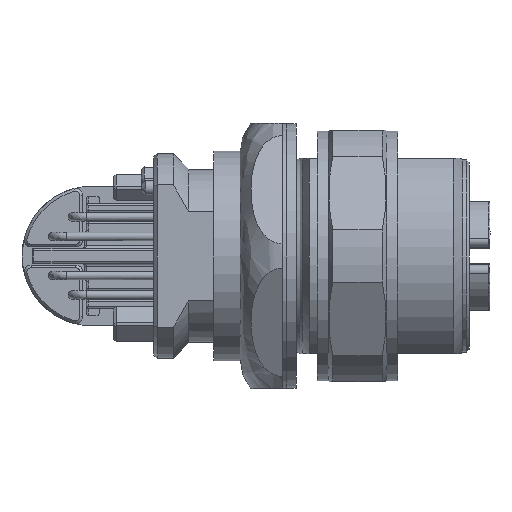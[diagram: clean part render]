
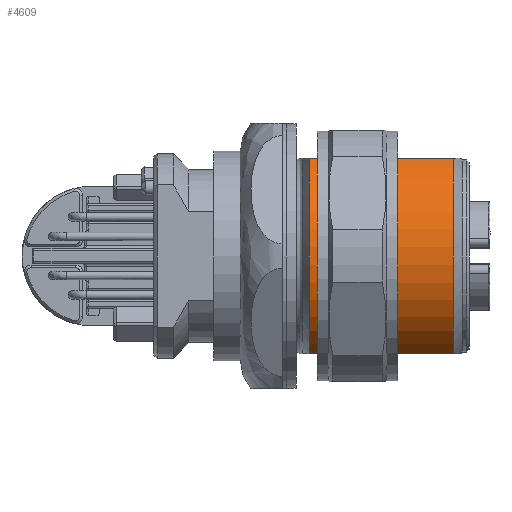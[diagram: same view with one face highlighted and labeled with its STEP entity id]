
A CAD part, front view. The second image highlights one B-rep face of the part: STEP entity #4609.
In plain terms, the highlighted cylindrical face has radius 8 mm (diameter 16 mm), a partial arc.
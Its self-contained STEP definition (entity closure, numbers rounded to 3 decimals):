
#2971=CYLINDRICAL_SURFACE('',#16164,8.);
#3871=FACE_OUTER_BOUND('',#8239,.T.);
#4609=ADVANCED_FACE('',(#3871),#2971,.T.);
#5453=CIRCLE('',#16161,8.);
#5454=CIRCLE('',#16163,8.);
#6255=LINE('',#28845,#7038);
#6256=LINE('',#28847,#7039);
#7038=VECTOR('',#19217,1.);
#7039=VECTOR('',#19218,1.);
#8239=EDGE_LOOP('',(#11536,#11537,#11538,#11539));
#11536=ORIENTED_EDGE('',*,*,#14478,.T.);
#11537=ORIENTED_EDGE('',*,*,#14476,.T.);
#11538=ORIENTED_EDGE('',*,*,#14479,.T.);
#11539=ORIENTED_EDGE('',*,*,#14480,.F.);
#12786=VERTEX_POINT('',#28838);
#12787=VERTEX_POINT('',#28840);
#12788=VERTEX_POINT('',#28846);
#12789=VERTEX_POINT('',#28848);
#14476=EDGE_CURVE('',#12787,#12786,#5453,.T.);
#14478=EDGE_CURVE('',#12788,#12787,#6255,.T.);
#14479=EDGE_CURVE('',#12786,#12789,#6256,.T.);
#14480=EDGE_CURVE('',#12788,#12789,#5454,.T.);
#16161=AXIS2_PLACEMENT_3D('',#28839,#19213,#19214);
#16163=AXIS2_PLACEMENT_3D('',#28849,#19219,#19220);
#16164=AXIS2_PLACEMENT_3D('',#28850,#19221,#19222);
#19213=DIRECTION('',(-1.,0.,0.));
#19214=DIRECTION('',(0.,0.,1.));
#19217=DIRECTION('',(1.,0.,0.));
#19218=DIRECTION('',(-1.,0.,0.));
#19219=DIRECTION('',(-1.,0.,0.));
#19220=DIRECTION('',(0.,-0.484,-0.875));
#19221=DIRECTION('',(1.,0.,0.));
#19222=DIRECTION('',(0.,-1.,0.));
#28838=CARTESIAN_POINT('',(21.465,-3.873,7.));
#28839=CARTESIAN_POINT('',(21.465,0.,0.));
#28840=CARTESIAN_POINT('',(21.465,-3.873,-7.));
#28845=CARTESIAN_POINT('',(16.3,-3.873,-7.));
#28846=CARTESIAN_POINT('',(11.135,-3.873,-7.));
#28847=CARTESIAN_POINT('',(16.3,-3.873,7.));
#28848=CARTESIAN_POINT('',(11.135,-3.873,7.));
#28849=CARTESIAN_POINT('',(11.135,0.,0.));
#28850=CARTESIAN_POINT('',(9.5,0.,0.));
